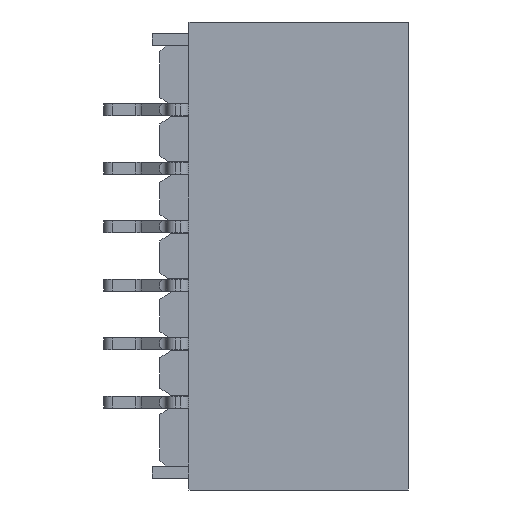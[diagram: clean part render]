
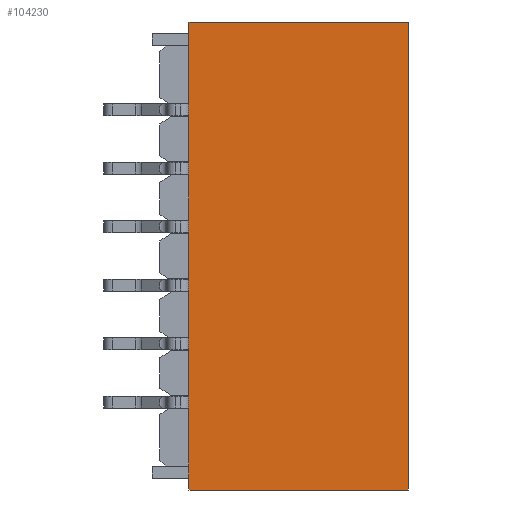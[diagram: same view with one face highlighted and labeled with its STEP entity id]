
A CAD part, left-side view. The second image highlights one B-rep face of the part: STEP entity #104230.
In plain terms, the highlighted planar face has unit normal (-1, 0, 0).
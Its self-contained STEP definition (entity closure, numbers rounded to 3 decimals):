
#54660=CARTESIAN_POINT('',(-73.528,100.213,-0.823));
#54670=VERTEX_POINT('',#54660);
#54750=CARTESIAN_POINT('',(-73.528,103.963,-0.823));
#54760=VERTEX_POINT('',#54750);
#54790=CARTESIAN_POINT('',(-73.528,100.213,-0.823));
#54800=DIRECTION('',(0.,1.,0.));
#54810=VECTOR('',#54800,1.);
#54820=LINE('',#54790,#54810);
#54830=EDGE_CURVE('',#54670,#54760,#54820,.T.);
#102640=CARTESIAN_POINT('',(-73.528,100.213,0.927));
#102650=DIRECTION('',(0.,0.,1.));
#102660=VECTOR('',#102650,1.);
#102670=LINE('',#102640,#102660);
#102680=CARTESIAN_POINT('',(-73.528,100.213,7.177));
#102690=VERTEX_POINT('',#102680);
#102700=EDGE_CURVE('',#54670,#102690,#102670,.T.);
#104000=CARTESIAN_POINT('',(-73.528,100.213,7.427));
#104010=DIRECTION('',(-1.,0.,0.));
#104020=DIRECTION('',(0.,0.,1.));
#104030=AXIS2_PLACEMENT_3D('',#104000,#104010,#104020);
#104040=PLANE('',#104030);
#104050=CARTESIAN_POINT('',(-73.528,100.213,7.177));
#104060=DIRECTION('',(0.,1.,0.));
#104070=VECTOR('',#104060,1.);
#104080=LINE('',#104050,#104070);
#104090=CARTESIAN_POINT('',(-73.528,103.963,7.177));
#104100=VERTEX_POINT('',#104090);
#104110=EDGE_CURVE('',#102690,#104100,#104080,.T.);
#104120=ORIENTED_EDGE('',*,*,#104110,.T.);
#104130=ORIENTED_EDGE('',*,*,#102700,.T.);
#104140=ORIENTED_EDGE('',*,*,#54830,.F.);
#104150=CARTESIAN_POINT('',(-73.528,103.963,7.177));
#104160=DIRECTION('',(0.,0.,-1.));
#104170=VECTOR('',#104160,1.);
#104180=LINE('',#104150,#104170);
#104190=EDGE_CURVE('',#104100,#54760,#104180,.T.);
#104200=ORIENTED_EDGE('',*,*,#104190,.T.);
#104210=EDGE_LOOP('',(#104200,#104140,#104130,#104120));
#104220=FACE_OUTER_BOUND('',#104210,.T.);
#104230=ADVANCED_FACE('',(#104220),#104040,.T.);
